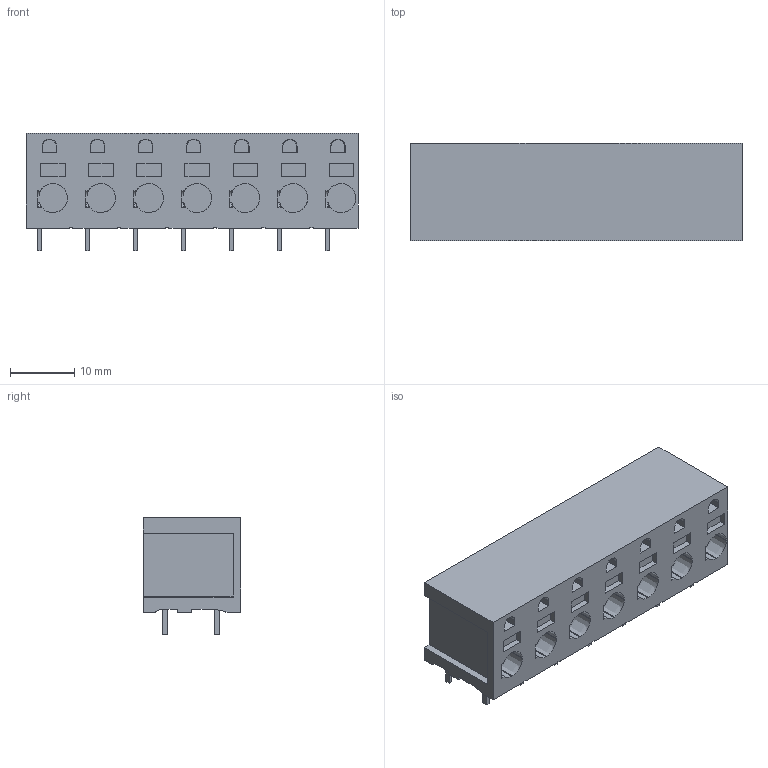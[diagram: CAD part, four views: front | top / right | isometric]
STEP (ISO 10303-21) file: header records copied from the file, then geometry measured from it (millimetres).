
FILE_DESCRIPTION(('CATIA V5R24 STEP','CAx-IF Rec.Pracs.--- Model Styling and Organization---1.4--- 2014-01-23'),'2;1');
FILE_NAME ('1115299-1_0', '2020-02-04T07:35:30+00:00', ('Weidmueller Interface'), ('Weidmueller'), 'CATIA Version 5-6 Release 2016 SP3 HF44', 'CATIA V5 STEP AP214', 'none');
FILE_SCHEMA(('AUTOMOTIVE_DESIGN { 1 0 10303 214 1 1 1 1 }'));
Length unit declared in the file: millimetre
Products named in the file (1): 2667470000
Bounding box: 51.8 x 15.2 x 18.3 mm (x, y, z)
Volume: 10739.7 mm3; surface area: 4508.3 mm2
Topology: 15 solids, 15 shells, 465 faces, 1214 edges, 800 vertices
Faces by surface type: plane 360, extrusion 77, cylinder 21, cone 7
Entity records: 14094 total; most frequent: CARTESIAN_POINT 3780, ORIENTED_EDGE 2428, DIRECTION 1495, EDGE_CURVE 1214, VECTOR 1089, LINE 1012, VERTEX_POINT 800, EDGE_LOOP 486
